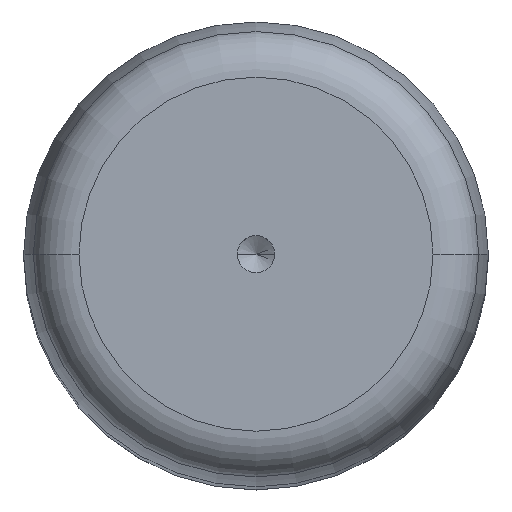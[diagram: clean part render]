
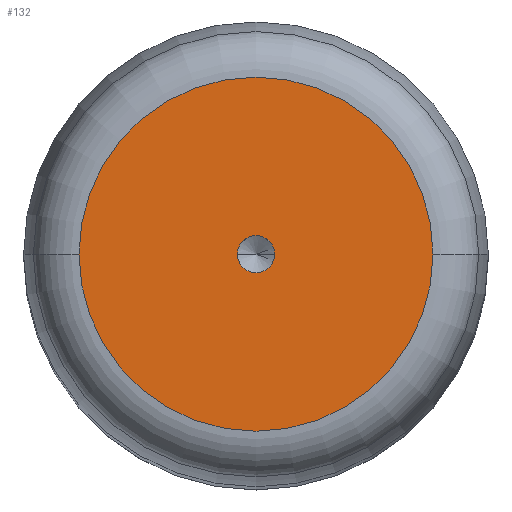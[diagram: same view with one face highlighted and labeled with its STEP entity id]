
A CAD part, top view. The second image highlights one B-rep face of the part: STEP entity #132.
In plain terms, the highlighted planar face has unit normal (0, 0, 1).
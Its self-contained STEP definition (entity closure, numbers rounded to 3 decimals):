
#2 = CIRCLE ( 'NONE', #48, 9.521 ) ;
#21 = CARTESIAN_POINT ( 'NONE',  ( 1., 0., 110. ) ) ;
#25 = CIRCLE ( 'NONE', #63, 9.521 ) ;
#31 = ORIENTED_EDGE ( 'NONE', *, *, #482, .T. ) ;
#47 = ORIENTED_EDGE ( 'NONE', *, *, #338, .F. ) ;
#48 = AXIS2_PLACEMENT_3D ( 'NONE', #195, #102, #559 ) ;
#63 = AXIS2_PLACEMENT_3D ( 'NONE', #599, #379, #603 ) ;
#102 = DIRECTION ( 'NONE',  ( 0., 0., 1. ) ) ;
#122 = AXIS2_PLACEMENT_3D ( 'NONE', #216, #642, #368 ) ;
#132 = ADVANCED_FACE ( 'NONE', ( #579, #451 ), #133, .T. ) ;
#133 = PLANE ( 'NONE',  #184 ) ;
#140 = EDGE_CURVE ( 'NONE', #521, #210, #25, .T. ) ;
#163 = DIRECTION ( 'NONE',  ( 0., 0., 1. ) ) ;
#172 = EDGE_CURVE ( 'NONE', #571, #365, #299, .T. ) ;
#184 = AXIS2_PLACEMENT_3D ( 'NONE', #585, #421, #647 ) ;
#195 = CARTESIAN_POINT ( 'NONE',  ( 0., 0., 110. ) ) ;
#210 = VERTEX_POINT ( 'NONE', #401 ) ;
#216 = CARTESIAN_POINT ( 'NONE',  ( 0., 0., 110. ) ) ;
#299 = CIRCLE ( 'NONE', #122, 1. ) ;
#338 = EDGE_CURVE ( 'NONE', #365, #571, #406, .T. ) ;
#343 = EDGE_LOOP ( 'NONE', ( #47, #592 ) ) ;
#365 = VERTEX_POINT ( 'NONE', #21 ) ;
#368 = DIRECTION ( 'NONE',  ( 1., 0., 0. ) ) ;
#379 = DIRECTION ( 'NONE',  ( 0., 0., 1. ) ) ;
#401 = CARTESIAN_POINT ( 'NONE',  ( 9.521, 0., 110. ) ) ;
#406 = CIRCLE ( 'NONE', #529, 1. ) ;
#421 = DIRECTION ( 'NONE',  ( 0., 0., 1. ) ) ;
#451 = FACE_OUTER_BOUND ( 'NONE', #563, .T. ) ;
#462 = CARTESIAN_POINT ( 'NONE',  ( 0., 0., 110. ) ) ;
#464 = DIRECTION ( 'NONE',  ( 1., 0., 0. ) ) ;
#482 = EDGE_CURVE ( 'NONE', #210, #521, #2, .T. ) ;
#506 = CARTESIAN_POINT ( 'NONE',  ( -9.521, 0., 110. ) ) ;
#521 = VERTEX_POINT ( 'NONE', #506 ) ;
#527 = ORIENTED_EDGE ( 'NONE', *, *, #140, .T. ) ;
#529 = AXIS2_PLACEMENT_3D ( 'NONE', #462, #163, #464 ) ;
#559 = DIRECTION ( 'NONE',  ( 1., 0., 0. ) ) ;
#563 = EDGE_LOOP ( 'NONE', ( #31, #527 ) ) ;
#571 = VERTEX_POINT ( 'NONE', #669 ) ;
#579 = FACE_BOUND ( 'NONE', #343, .T. ) ;
#585 = CARTESIAN_POINT ( 'NONE',  ( 0., 0., 110. ) ) ;
#592 = ORIENTED_EDGE ( 'NONE', *, *, #172, .F. ) ;
#599 = CARTESIAN_POINT ( 'NONE',  ( 0., 0., 110. ) ) ;
#603 = DIRECTION ( 'NONE',  ( 1., 0., 0. ) ) ;
#642 = DIRECTION ( 'NONE',  ( 0., 0., 1. ) ) ;
#647 = DIRECTION ( 'NONE',  ( 1., 0., 0. ) ) ;
#669 = CARTESIAN_POINT ( 'NONE',  ( -1., 0., 110. ) ) ;
